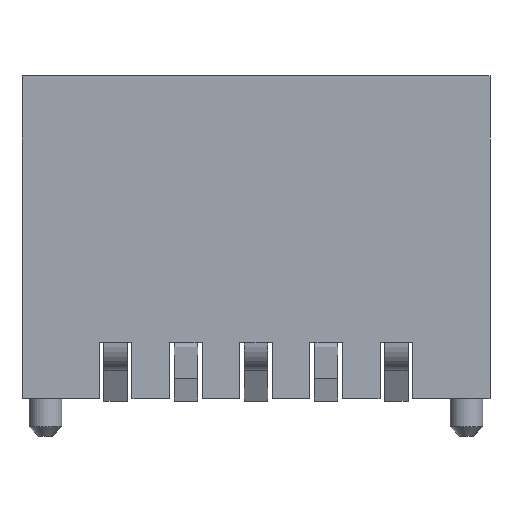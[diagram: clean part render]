
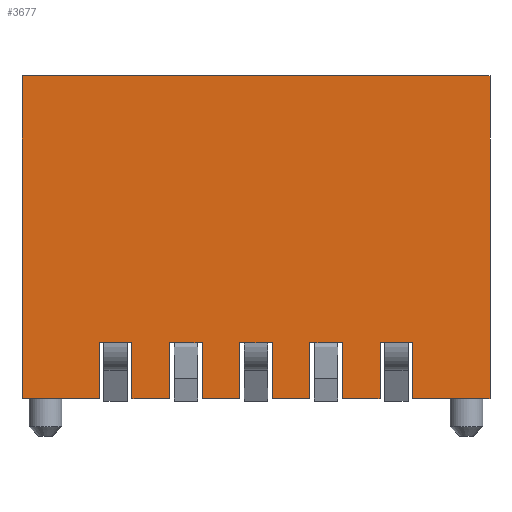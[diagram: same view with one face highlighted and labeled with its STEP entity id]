
A CAD part, front view. The second image highlights one B-rep face of the part: STEP entity #3677.
In plain terms, the highlighted planar face has unit normal (0, -1, 0).
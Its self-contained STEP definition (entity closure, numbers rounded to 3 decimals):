
#80=DIRECTION('',(-1.,0.,0.));
#81=VECTOR('',#80,10.);
#82=CARTESIAN_POINT('',(5.,-2.35,0.));
#83=LINE('',#82,#81);
#438=DIRECTION('',(-1.,0.,0.));
#439=VECTOR('',#438,1.65);
#440=CARTESIAN_POINT('',(-3.35,-2.35,-6.9));
#441=LINE('',#440,#439);
#470=DIRECTION('',(-1.,0.,0.));
#471=VECTOR('',#470,0.8);
#472=CARTESIAN_POINT('',(-1.85,-2.35,-6.9));
#473=LINE('',#472,#471);
#502=DIRECTION('',(-1.,0.,0.));
#503=VECTOR('',#502,0.8);
#504=CARTESIAN_POINT('',(-0.35,-2.35,-6.9));
#505=LINE('',#504,#503);
#534=DIRECTION('',(-1.,0.,0.));
#535=VECTOR('',#534,0.8);
#536=CARTESIAN_POINT('',(1.15,-2.35,-6.9));
#537=LINE('',#536,#535);
#558=DIRECTION('',(-1.,0.,0.));
#559=VECTOR('',#558,1.65);
#560=CARTESIAN_POINT('',(5.,-2.35,-6.9));
#561=LINE('',#560,#559);
#598=DIRECTION('',(-1.,0.,0.));
#599=VECTOR('',#598,0.8);
#600=CARTESIAN_POINT('',(2.65,-2.35,-6.9));
#601=LINE('',#600,#599);
#850=DIRECTION('',(0.,0.,1.));
#851=VECTOR('',#850,1.2);
#852=CARTESIAN_POINT('',(3.35,-2.35,-6.9));
#853=LINE('',#852,#851);
#854=DIRECTION('',(-1.,0.,0.));
#855=VECTOR('',#854,0.7);
#856=CARTESIAN_POINT('',(3.35,-2.35,-5.7));
#857=LINE('',#856,#855);
#858=DIRECTION('',(0.,0.,1.));
#859=VECTOR('',#858,1.2);
#860=CARTESIAN_POINT('',(2.65,-2.35,-6.9));
#861=LINE('',#860,#859);
#862=DIRECTION('',(0.,0.,1.));
#863=VECTOR('',#862,1.2);
#864=CARTESIAN_POINT('',(1.85,-2.35,-6.9));
#865=LINE('',#864,#863);
#866=DIRECTION('',(-1.,0.,0.));
#867=VECTOR('',#866,0.7);
#868=CARTESIAN_POINT('',(1.85,-2.35,-5.7));
#869=LINE('',#868,#867);
#870=DIRECTION('',(0.,0.,1.));
#871=VECTOR('',#870,1.2);
#872=CARTESIAN_POINT('',(1.15,-2.35,-6.9));
#873=LINE('',#872,#871);
#874=DIRECTION('',(0.,0.,1.));
#875=VECTOR('',#874,1.2);
#876=CARTESIAN_POINT('',(0.35,-2.35,-6.9));
#877=LINE('',#876,#875);
#878=DIRECTION('',(-1.,0.,0.));
#879=VECTOR('',#878,0.7);
#880=CARTESIAN_POINT('',(0.35,-2.35,-5.7));
#881=LINE('',#880,#879);
#882=DIRECTION('',(0.,0.,1.));
#883=VECTOR('',#882,1.2);
#884=CARTESIAN_POINT('',(-0.35,-2.35,-6.9));
#885=LINE('',#884,#883);
#886=DIRECTION('',(0.,0.,1.));
#887=VECTOR('',#886,1.2);
#888=CARTESIAN_POINT('',(-1.15,-2.35,-6.9));
#889=LINE('',#888,#887);
#890=DIRECTION('',(-1.,0.,0.));
#891=VECTOR('',#890,0.7);
#892=CARTESIAN_POINT('',(-1.15,-2.35,-5.7));
#893=LINE('',#892,#891);
#894=DIRECTION('',(0.,0.,1.));
#895=VECTOR('',#894,1.2);
#896=CARTESIAN_POINT('',(-1.85,-2.35,-6.9));
#897=LINE('',#896,#895);
#898=DIRECTION('',(0.,0.,1.));
#899=VECTOR('',#898,1.2);
#900=CARTESIAN_POINT('',(-2.65,-2.35,-6.9));
#901=LINE('',#900,#899);
#902=DIRECTION('',(-1.,0.,0.));
#903=VECTOR('',#902,0.7);
#904=CARTESIAN_POINT('',(-2.65,-2.35,-5.7));
#905=LINE('',#904,#903);
#906=DIRECTION('',(0.,0.,1.));
#907=VECTOR('',#906,1.2);
#908=CARTESIAN_POINT('',(-3.35,-2.35,-6.9));
#909=LINE('',#908,#907);
#910=DIRECTION('',(0.,0.,1.));
#911=VECTOR('',#910,6.9);
#912=CARTESIAN_POINT('',(-5.,-2.35,-6.9));
#913=LINE('',#912,#911);
#934=DIRECTION('',(0.,0.,1.));
#935=VECTOR('',#934,6.9);
#936=CARTESIAN_POINT('',(5.,-2.35,-6.9));
#937=LINE('',#936,#935);
#2050=CARTESIAN_POINT('',(-5.,-2.35,0.));
#2052=VERTEX_POINT('',#2050);
#2054=CARTESIAN_POINT('',(5.,-2.35,0.));
#2055=VERTEX_POINT('',#2054);
#2060=CARTESIAN_POINT('',(-5.,-2.35,-6.9));
#2061=VERTEX_POINT('',#2060);
#2062=CARTESIAN_POINT('',(5.,-2.35,-6.9));
#2063=VERTEX_POINT('',#2062);
#2422=CARTESIAN_POINT('',(-2.65,-2.35,-6.9));
#2424=VERTEX_POINT('',#2422);
#2430=CARTESIAN_POINT('',(-3.35,-2.35,-6.9));
#2432=VERTEX_POINT('',#2430);
#2438=CARTESIAN_POINT('',(-2.65,-2.35,-5.7));
#2439=VERTEX_POINT('',#2438);
#2440=CARTESIAN_POINT('',(-3.35,-2.35,-5.7));
#2441=VERTEX_POINT('',#2440);
#2456=CARTESIAN_POINT('',(-1.15,-2.35,-6.9));
#2458=VERTEX_POINT('',#2456);
#2464=CARTESIAN_POINT('',(-1.85,-2.35,-6.9));
#2466=VERTEX_POINT('',#2464);
#2472=CARTESIAN_POINT('',(-1.15,-2.35,-5.7));
#2473=VERTEX_POINT('',#2472);
#2474=CARTESIAN_POINT('',(-1.85,-2.35,-5.7));
#2475=VERTEX_POINT('',#2474);
#2488=CARTESIAN_POINT('',(0.35,-2.35,-6.9));
#2490=VERTEX_POINT('',#2488);
#2496=CARTESIAN_POINT('',(-0.35,-2.35,-6.9));
#2498=VERTEX_POINT('',#2496);
#2504=CARTESIAN_POINT('',(0.35,-2.35,-5.7));
#2505=VERTEX_POINT('',#2504);
#2506=CARTESIAN_POINT('',(-0.35,-2.35,-5.7));
#2507=VERTEX_POINT('',#2506);
#2524=CARTESIAN_POINT('',(1.85,-2.35,-6.9));
#2526=VERTEX_POINT('',#2524);
#2532=CARTESIAN_POINT('',(1.15,-2.35,-6.9));
#2534=VERTEX_POINT('',#2532);
#2540=CARTESIAN_POINT('',(1.85,-2.35,-5.7));
#2541=VERTEX_POINT('',#2540);
#2542=CARTESIAN_POINT('',(1.15,-2.35,-5.7));
#2543=VERTEX_POINT('',#2542);
#2556=CARTESIAN_POINT('',(3.35,-2.35,-6.9));
#2558=VERTEX_POINT('',#2556);
#2564=CARTESIAN_POINT('',(2.65,-2.35,-6.9));
#2566=VERTEX_POINT('',#2564);
#2572=CARTESIAN_POINT('',(3.35,-2.35,-5.7));
#2573=VERTEX_POINT('',#2572);
#2574=CARTESIAN_POINT('',(2.65,-2.35,-5.7));
#2575=VERTEX_POINT('',#2574);
#3634=CARTESIAN_POINT('',(-5.,-2.35,0.));
#3635=DIRECTION('',(0.,-1.,0.));
#3636=DIRECTION('',(1.,0.,0.));
#3637=AXIS2_PLACEMENT_3D('',#3634,#3635,#3636);
#3638=PLANE('',#3637);
#3640=ORIENTED_EDGE('',*,*,#3639,.T.);
#3641=ORIENTED_EDGE('',*,*,#3022,.T.);
#3643=ORIENTED_EDGE('',*,*,#3642,.F.);
#3644=ORIENTED_EDGE('',*,*,#3258,.T.);
#3646=ORIENTED_EDGE('',*,*,#3645,.T.);
#3648=ORIENTED_EDGE('',*,*,#3647,.T.);
#3650=ORIENTED_EDGE('',*,*,#3649,.F.);
#3651=ORIENTED_EDGE('',*,*,#3189,.T.);
#3653=ORIENTED_EDGE('',*,*,#3652,.T.);
#3655=ORIENTED_EDGE('',*,*,#3654,.T.);
#3657=ORIENTED_EDGE('',*,*,#3656,.F.);
#3658=ORIENTED_EDGE('',*,*,#3157,.T.);
#3660=ORIENTED_EDGE('',*,*,#3659,.T.);
#3661=ORIENTED_EDGE('',*,*,#2886,.T.);
#3663=ORIENTED_EDGE('',*,*,#3662,.F.);
#3664=ORIENTED_EDGE('',*,*,#3126,.T.);
#3666=ORIENTED_EDGE('',*,*,#3665,.T.);
#3667=ORIENTED_EDGE('',*,*,#2990,.T.);
#3668=ORIENTED_EDGE('',*,*,#3054,.F.);
#3669=ORIENTED_EDGE('',*,*,#3090,.T.);
#3670=ORIENTED_EDGE('',*,*,#3613,.T.);
#3671=ORIENTED_EDGE('',*,*,#2693,.F.);
#3673=ORIENTED_EDGE('',*,*,#3672,.F.);
#3674=ORIENTED_EDGE('',*,*,#3217,.T.);
#3675=EDGE_LOOP('',(#3640,#3641,#3643,#3644,#3646,#3648,#3650,#3651,#3653,#3655,
#3657,#3658,#3660,#3661,#3663,#3664,#3666,#3667,#3668,#3669,#3670,#3671,#3673,
#3674));
#3676=FACE_OUTER_BOUND('',#3675,.F.);
#3677=ADVANCED_FACE('',(#3676),#3638,.T.);
#2693=EDGE_CURVE('',#2055,#2052,#83,.T.);
#2886=EDGE_CURVE('',#2473,#2475,#893,.T.);
#2990=EDGE_CURVE('',#2439,#2441,#905,.T.);
#3022=EDGE_CURVE('',#2573,#2575,#857,.T.);
#3054=EDGE_CURVE('',#2432,#2441,#909,.T.);
#3090=EDGE_CURVE('',#2432,#2061,#441,.T.);
#3126=EDGE_CURVE('',#2466,#2424,#473,.T.);
#3157=EDGE_CURVE('',#2498,#2458,#505,.T.);
#3189=EDGE_CURVE('',#2534,#2490,#537,.T.);
#3217=EDGE_CURVE('',#2063,#2558,#561,.T.);
#3258=EDGE_CURVE('',#2566,#2526,#601,.T.);
#3613=EDGE_CURVE('',#2061,#2052,#913,.T.);
#3639=EDGE_CURVE('',#2558,#2573,#853,.T.);
#3642=EDGE_CURVE('',#2566,#2575,#861,.T.);
#3645=EDGE_CURVE('',#2526,#2541,#865,.T.);
#3647=EDGE_CURVE('',#2541,#2543,#869,.T.);
#3649=EDGE_CURVE('',#2534,#2543,#873,.T.);
#3652=EDGE_CURVE('',#2490,#2505,#877,.T.);
#3654=EDGE_CURVE('',#2505,#2507,#881,.T.);
#3656=EDGE_CURVE('',#2498,#2507,#885,.T.);
#3659=EDGE_CURVE('',#2458,#2473,#889,.T.);
#3662=EDGE_CURVE('',#2466,#2475,#897,.T.);
#3665=EDGE_CURVE('',#2424,#2439,#901,.T.);
#3672=EDGE_CURVE('',#2063,#2055,#937,.T.);
